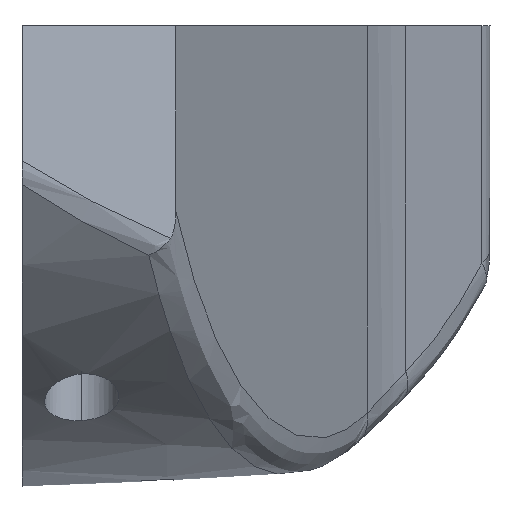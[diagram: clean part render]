
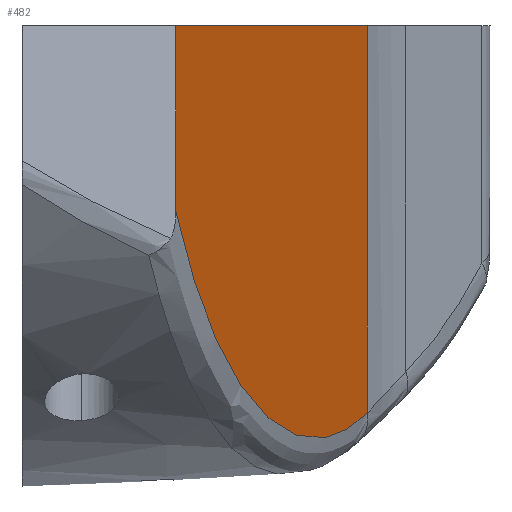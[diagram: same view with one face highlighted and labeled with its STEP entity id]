
A CAD part, left-side view. The second image highlights one B-rep face of the part: STEP entity #482.
In plain terms, the highlighted planar face has unit normal (-0.309, -0.951, 0).
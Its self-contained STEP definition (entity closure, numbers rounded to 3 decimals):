
#106 = PLANE ( 'NONE',  #196 ) ;
#148 = VECTOR ( 'NONE', #373, 1000. ) ;
#189 = LINE ( 'NONE', #1127, #262 ) ;
#196 = AXIS2_PLACEMENT_3D ( 'NONE', #1761, #1733, #849 ) ;
#230 = CARTESIAN_POINT ( 'NONE',  ( 0.334, 39.847, -34.52 ) ) ;
#242 = CARTESIAN_POINT ( 'NONE',  ( -31.498, 50.19, -22.612 ) ) ;
#249 = CARTESIAN_POINT ( 'NONE',  ( -17.879, 45.765, -31.371 ) ) ;
#258 = CARTESIAN_POINT ( 'NONE',  ( -4.319, 41.359, -34.485 ) ) ;
#262 = VECTOR ( 'NONE', #363, 1000. ) ;
#363 = DIRECTION ( 'NONE',  ( 0., 0., -1. ) ) ;
#366 = CARTESIAN_POINT ( 'NONE',  ( -6.635, 42.112, -34.28 ) ) ;
#373 = DIRECTION ( 'NONE',  ( 0., 0., 1. ) ) ;
#408 = CARTESIAN_POINT ( 'NONE',  ( -16.794, 45.412, -31.792 ) ) ;
#482 = ADVANCED_FACE ( 'NONE', ( #1439 ), #106, .T. ) ;
#501 = ORIENTED_EDGE ( 'NONE', *, *, #530, .T. ) ;
#530 = EDGE_CURVE ( 'NONE', #1930, #997, #1329, .T. ) ;
#534 = CARTESIAN_POINT ( 'NONE',  ( -34.736, 51.242, -19.257 ) ) ;
#544 = CARTESIAN_POINT ( 'NONE',  ( -32.331, 50.46, -21.8 ) ) ;
#588 = CARTESIAN_POINT ( 'NONE',  ( 11.743, 36.14, 0. ) ) ;
#641 = EDGE_CURVE ( 'NONE', #1671, #851, #1199, .T. ) ;
#811 = VECTOR ( 'NONE', #1787, 1000. ) ;
#835 = CARTESIAN_POINT ( 'NONE',  ( 9.53, 36.859, -33.097 ) ) ;
#849 = DIRECTION ( 'NONE',  ( 0.951, -0.309, 0. ) ) ;
#851 = VERTEX_POINT ( 'NONE', #894 ) ;
#858 = CARTESIAN_POINT ( 'NONE',  ( -29.771, 49.629, -24.167 ) ) ;
#868 = CARTESIAN_POINT ( 'NONE',  ( -37.5, 52.14, -15.519 ) ) ;
#871 = CARTESIAN_POINT ( 'NONE',  ( -37.5, 52.14, 0. ) ) ;
#887 = ORIENTED_EDGE ( 'NONE', *, *, #1411, .F. ) ;
#894 = CARTESIAN_POINT ( 'NONE',  ( 11.743, 36.14, 0. ) ) ;
#907 = ORIENTED_EDGE ( 'NONE', *, *, #641, .F. ) ;
#985 = CARTESIAN_POINT ( 'NONE',  ( -36.191, 51.715, -17.447 ) ) ;
#994 = CARTESIAN_POINT ( 'NONE',  ( 2.652, 39.094, -34.35 ) ) ;
#997 = VERTEX_POINT ( 'NONE', #1854 ) ;
#1023 = CARTESIAN_POINT ( 'NONE',  ( -13.493, 44.34, -32.923 ) ) ;
#1127 = CARTESIAN_POINT ( 'NONE',  ( 11.743, 36.14, 57.1 ) ) ;
#1139 = CARTESIAN_POINT ( 'NONE',  ( 7.269, 37.594, -33.636 ) ) ;
#1199 = LINE ( 'NONE', #588, #811 ) ;
#1298 = CARTESIAN_POINT ( 'NONE',  ( -24.145, 47.801, -28.286 ) ) ;
#1329 = B_SPLINE_CURVE_WITH_KNOTS ( 'NONE', 3,
 ( #868, #985, #534, #544, #242, #858, #1448, #1723, #1298, #1608, #1902, #249, #408, #1023, #1618, #366, #258, #230, #994, #1139, #835, #1471 ),
 .UNSPECIFIED., .F., .F.,
 ( 4, 2, 2, 2, 2, 2, 2, 2, 2, 2, 4 ),
 ( 0., 0.125, 0.187, 0.25, 0.375, 0.437, 0.5, 0.625, 0.75, 0.875, 1. ),
 .UNSPECIFIED. ) ;
#1408 = EDGE_CURVE ( 'NONE', #1930, #1671, #1554, .T. ) ;
#1411 = EDGE_CURVE ( 'NONE', #851, #997, #189, .T. ) ;
#1439 = FACE_OUTER_BOUND ( 'NONE', #1722, .T. ) ;
#1448 = CARTESIAN_POINT ( 'NONE',  ( -28.875, 49.338, -24.909 ) ) ;
#1471 = CARTESIAN_POINT ( 'NONE',  ( 11.743, 36.14, -32.377 ) ) ;
#1554 = LINE ( 'NONE', #1721, #148 ) ;
#1608 = CARTESIAN_POINT ( 'NONE',  ( -21.057, 46.797, -29.936 ) ) ;
#1618 = CARTESIAN_POINT ( 'NONE',  ( -11.239, 43.607, -33.496 ) ) ;
#1671 = VERTEX_POINT ( 'NONE', #871 ) ;
#1721 = CARTESIAN_POINT ( 'NONE',  ( -37.5, 52.14, 153.285 ) ) ;
#1722 = EDGE_LOOP ( 'NONE', ( #907, #1732, #501, #887 ) ) ;
#1723 = CARTESIAN_POINT ( 'NONE',  ( -26.101, 48.436, -27.028 ) ) ;
#1732 = ORIENTED_EDGE ( 'NONE', *, *, #1408, .F. ) ;
#1733 = DIRECTION ( 'NONE',  ( -0.309, -0.951, 0. ) ) ;
#1761 = CARTESIAN_POINT ( 'NONE',  ( 11.743, 36.14, 57.1 ) ) ;
#1787 = DIRECTION ( 'NONE',  ( 0.951, -0.309, 0. ) ) ;
#1825 = CARTESIAN_POINT ( 'NONE',  ( -37.5, 52.14, -15.519 ) ) ;
#1854 = CARTESIAN_POINT ( 'NONE',  ( 11.743, 36.14, -32.377 ) ) ;
#1902 = CARTESIAN_POINT ( 'NONE',  ( -20.01, 46.457, -30.443 ) ) ;
#1930 = VERTEX_POINT ( 'NONE', #1825 ) ;
